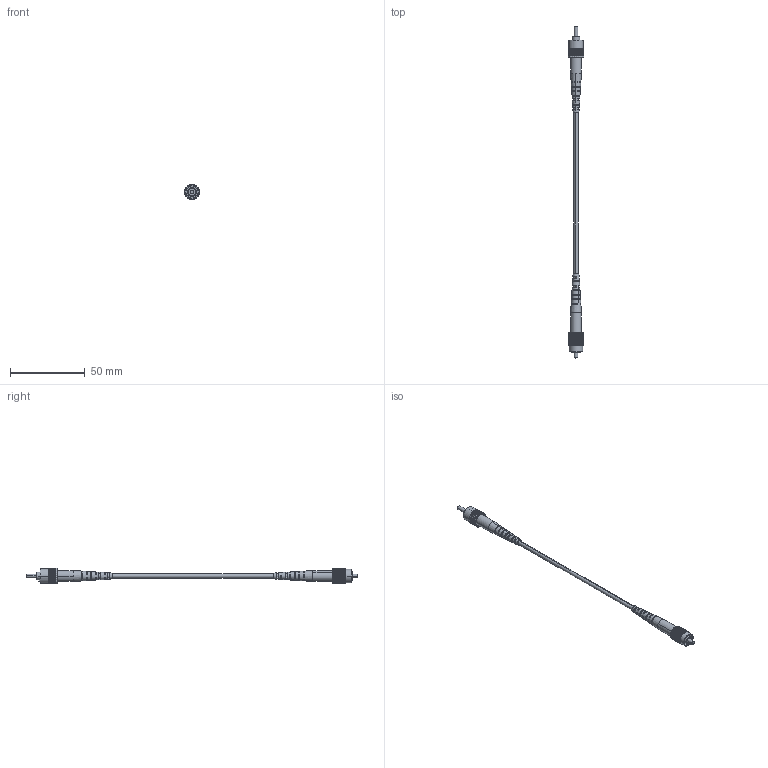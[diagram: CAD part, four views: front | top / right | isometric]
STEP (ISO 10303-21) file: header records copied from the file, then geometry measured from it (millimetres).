
FILE_DESCRIPTION (( 'STEP AP203' ), '1' );
FILE_NAME ('SFOST-FC.STEP', '2006-06-23T20:20:51', ( 'lcom' ), ( 'lcom' ), 'SwSTEP 2.0', 'SolidWorks 2006004', '' );
FILE_SCHEMA (( 'CONFIG_CONTROL_DESIGN' ));
Length unit declared in the file: inch
Products named in the file (9): CONN-351-102-71-MA2; CONN-351-102-71-MA1; SFOST-FC; CONN-95-200-06-BP3B-MA3; CONN-351-102-71; CONN-95-200-06-BP3B-MA2; CONN-95-200-06-BP3B; CONN-95-200-06-BP3B-MA1; N601-INS-SF-10C
Assembly tree (8 placements, depth 3):
  SFOST-FC
    CONN-95-200-06-BP3B
      CONN-95-200-06-BP3B-MA2
      CONN-95-200-06-BP3B-MA1
      CONN-95-200-06-BP3B-MA3
    CONN-351-102-71
      CONN-351-102-71-MA2
      CONN-351-102-71-MA1
    N601-INS-SF-10C
Bounding box: 10.3 x 222.52 x 10.3 mm (x, y, z)
Volume: 3613.7 mm3; surface area: 6787.9 mm2
Topology: 6 solids, 6 shells, 567 faces, 1687 edges, 1122 vertices
Faces by surface type: plane 438, cylinder 109, cone 18, torus 2
Entity records: 20580 total; most frequent: CARTESIAN_POINT 4073, ORIENTED_EDGE 3374, DIRECTION 3149, EDGE_CURVE 1687, VECTOR 1161, LINE 1161, VERTEX_POINT 1122, AXIS2_PLACEMENT_3D 994
